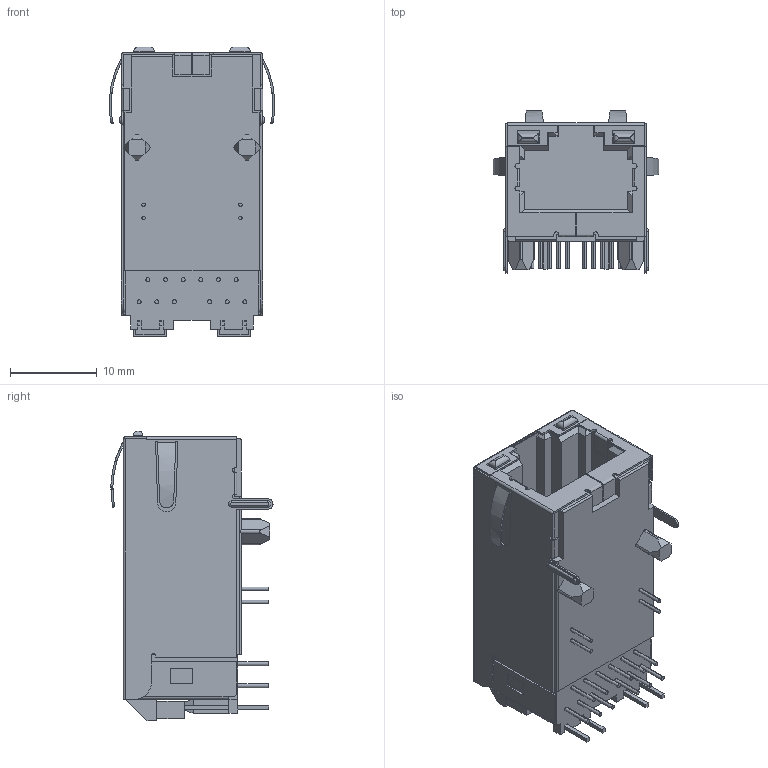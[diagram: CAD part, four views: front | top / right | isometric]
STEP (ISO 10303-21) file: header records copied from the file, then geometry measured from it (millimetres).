
FILE_DESCRIPTION (( 'STEP AP214' ), '1' );
FILE_NAME ('0826-1X1T-GH-F.STEP', '2019-06-01T19:18:34', ( '' ), ( '' ), 'SwSTEP 2.0', 'SolidWorks 2017', '' );
FILE_SCHEMA (( 'AUTOMOTIVE_DESIGN' ));
Length unit declared in the file: inch
Products named in the file (1): 0826-1X1T-GH-F
Bounding box: 19.1 x 18.69 x 33.44 mm (x, y, z)
Volume: 5444 mm3; surface area: 6491.4 mm2
Topology: 29 solids, 29 shells, 543 faces, 1321 edges, 836 vertices
Faces by surface type: plane 400, cylinder 133, bspline 4, torus 4, sphere 2
Entity records: 16201 total; most frequent: CARTESIAN_POINT 3159, ORIENTED_EDGE 2638, DIRECTION 2529, EDGE_CURVE 1319, VECTOR 1025, LINE 1025, VERTEX_POINT 836, AXIS2_PLACEMENT_3D 752
